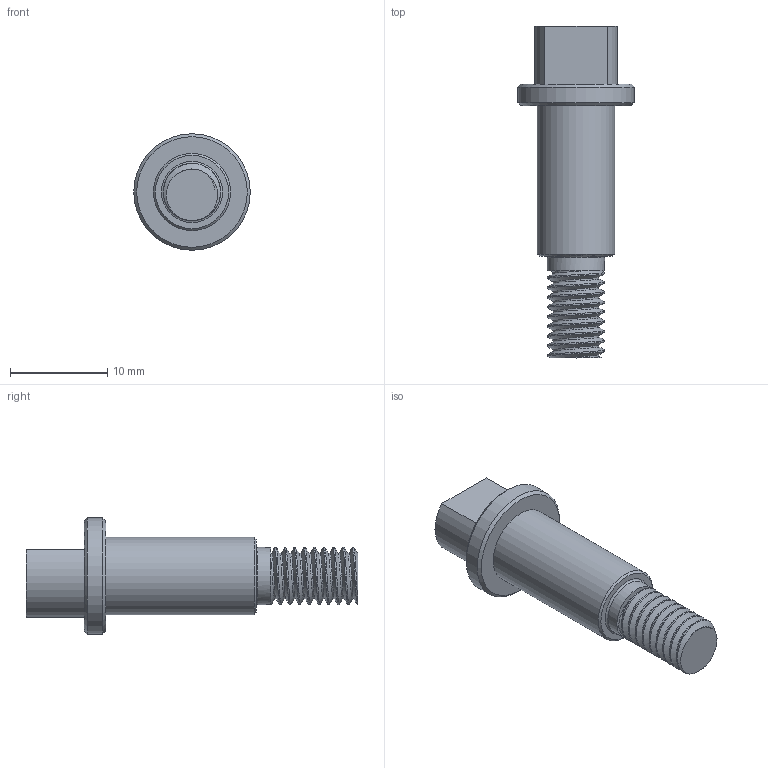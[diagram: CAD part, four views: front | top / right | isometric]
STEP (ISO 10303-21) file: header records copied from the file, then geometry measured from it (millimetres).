
FILE_DESCRIPTION(/* description */ ('','CAx-IF Rec.Pracs.---Representation and Presentation of Product Manufacturing Information (PMI)---4.0---2014-10-13'),/* implementation_level */ '2;1');
FILE_NAME(/* name */ 'axe capteur (taille relle).step',/* time_stamp */ '2025-01-28T17:59:11+01:00',/* author */ (''),/* organization */ (''),/* preprocessor_version */ 'ST-DEVELOPER v20',/* originating_system */ 'Autodesk Translation Framework v13.20.0.188',/* authorisation */ '');
FILE_SCHEMA (('AP242_MANAGED_MODEL_BASED_3D_ENGINEERING_MIM_LF { 1 0 10303 442 1 1 4 }'));
Length unit declared in the file: millimetre
Products named in the file (2): Pedalier Doppler; axe capteur loadcell
Assembly tree (1 placements, depth 2):
  Pedalier Doppler
    axe capteur loadcell
Bounding box: 12 x 34.2 x 12 mm (x, y, z)
Volume: 1553.9 mm3; surface area: 1109.4 mm2
Topology: 1 solids, 1 shells, 36 faces, 90 edges, 59 vertices
Faces by surface type: cylinder 23, plane 7, cone 3, bspline 2, torus 1
Full cylindrical faces by diameter (mm): 4.744 x2, 5.884 x6, 7.95 x1, 12 x1
Entity records: 2514 total; most frequent: CARTESIAN_POINT 1611, ORIENTED_EDGE 180, DIRECTION 140, EDGE_CURVE 90, VERTEX_POINT 59, AXIS2_PLACEMENT_3D 56, B_SPLINE_CURVE_WITH_KNOTS 44, EDGE_LOOP 39
